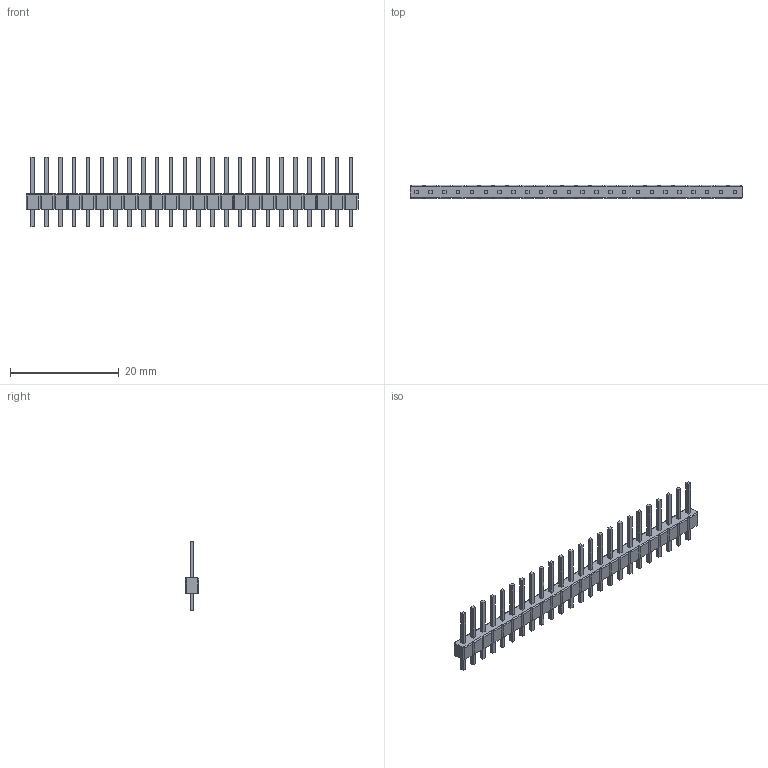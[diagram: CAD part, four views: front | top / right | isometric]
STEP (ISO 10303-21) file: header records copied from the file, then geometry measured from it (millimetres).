
FILE_DESCRIPTION((''),'2;1');
FILE_NAME('C-2-826629-4','2017-03-15T',('workeradm'),('Tyco Electronics Ltd.'),'CREO PARAMETRIC BY PTC INC, 2016050','CREO PARAMETRIC BY PTC INC, 2016050','');
FILE_SCHEMA(('AUTOMOTIVE_DESIGN { 1 0 10303 214 1 1 1 1 }'));
Length unit declared in the file: millimetre
Products named in the file (1): C-2-826629-4
Bounding box: 60.96 x 2.5 x 12.7 mm (x, y, z)
Volume: 511.8 mm3; surface area: 1268.7 mm2
Topology: 1 solids, 1 shells, 436 faces, 1158 edges, 772 vertices
Faces by surface type: plane 388, cylinder 48
Entity records: 13565 total; most frequent: CARTESIAN_POINT 2707, ORIENTED_EDGE 2316, DIRECTION 1934, EDGE_CURVE 1158, VECTOR 1062, LINE 1062, VERTEX_POINT 772, EDGE_LOOP 484
